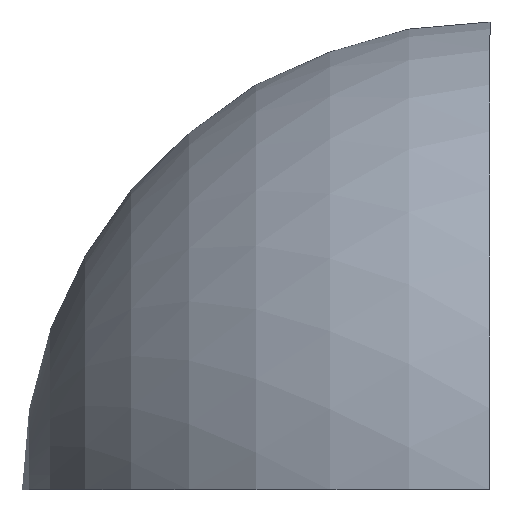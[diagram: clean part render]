
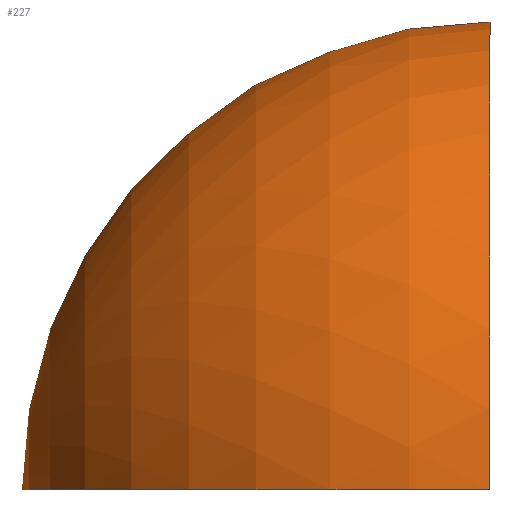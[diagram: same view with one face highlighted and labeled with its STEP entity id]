
A CAD part, left-side view. The second image highlights one B-rep face of the part: STEP entity #227.
In plain terms, the highlighted spherical face has radius 20 mm.
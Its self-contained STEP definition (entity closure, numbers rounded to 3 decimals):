
#7 = DIRECTION ( 'NONE',  ( 0., -1., 0. ) ) ;
#11 = CARTESIAN_POINT ( 'NONE',  ( 0., 0., 0. ) ) ;
#17 = VERTEX_POINT ( 'NONE', #109 ) ;
#36 = CARTESIAN_POINT ( 'NONE',  ( 20., 0., 0. ) ) ;
#39 = SPHERICAL_SURFACE ( 'NONE', #187, 20. ) ;
#61 = AXIS2_PLACEMENT_3D ( 'NONE', #11, #7, #175 ) ;
#64 = DIRECTION ( 'NONE',  ( -1., 0., 0. ) ) ;
#68 = VERTEX_POINT ( 'NONE', #36 ) ;
#69 = ORIENTED_EDGE ( 'NONE', *, *, #84, .F. ) ;
#70 = AXIS2_PLACEMENT_3D ( 'NONE', #152, #195, #64 ) ;
#84 = EDGE_CURVE ( 'NONE', #68, #17, #236, .T. ) ;
#91 = FACE_OUTER_BOUND ( 'NONE', #121, .T. ) ;
#93 = CARTESIAN_POINT ( 'NONE',  ( 0., 0., 0. ) ) ;
#94 = DIRECTION ( 'NONE',  ( 0., 1., 0. ) ) ;
#98 = DIRECTION ( 'NONE',  ( 0., 0., 1. ) ) ;
#109 = CARTESIAN_POINT ( 'NONE',  ( -20., 0., 0. ) ) ;
#121 = EDGE_LOOP ( 'NONE', ( #130, #69 ) ) ;
#130 = ORIENTED_EDGE ( 'NONE', *, *, #146, .T. ) ;
#146 = EDGE_CURVE ( 'NONE', #68, #17, #206, .T. ) ;
#152 = CARTESIAN_POINT ( 'NONE',  ( 0., 0., 0. ) ) ;
#175 = DIRECTION ( 'NONE',  ( -1., 0., 0. ) ) ;
#187 = AXIS2_PLACEMENT_3D ( 'NONE', #93, #94, #98 ) ;
#195 = DIRECTION ( 'NONE',  ( 0., 0., 1. ) ) ;
#206 = CIRCLE ( 'NONE', #70, 20. ) ;
#227 = ADVANCED_FACE ( 'NONE', ( #91 ), #39, .T. ) ;
#236 = CIRCLE ( 'NONE', #61, 20. ) ;
